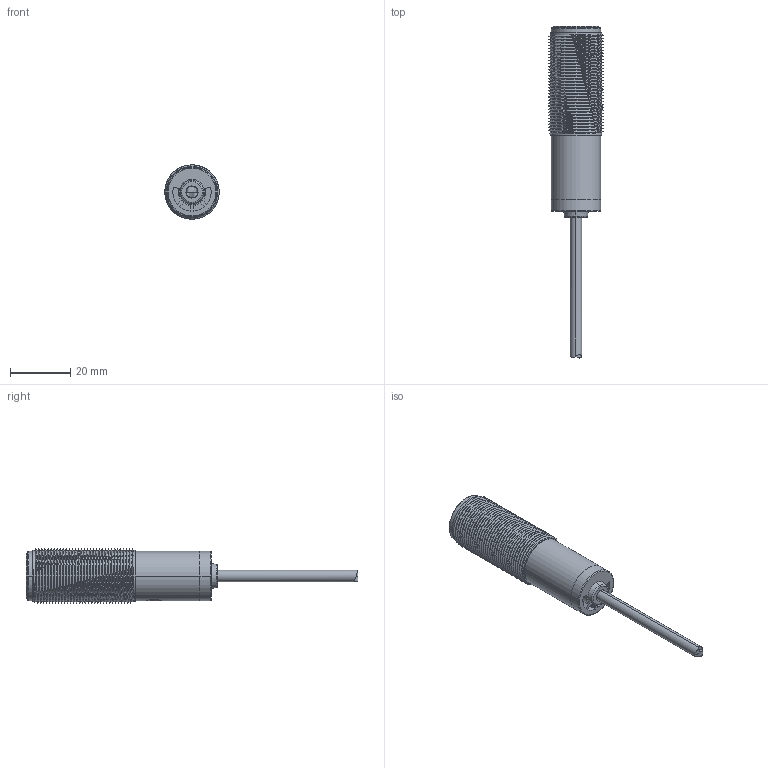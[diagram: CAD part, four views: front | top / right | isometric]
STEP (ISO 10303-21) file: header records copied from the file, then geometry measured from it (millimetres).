
FILE_DESCRIPTION((''),'2;1');
FILE_NAME('M18-SHLEE','2022-06-09T18:14:44',('Administrator'),(''),'CREO PARAMETRIC BY PTC INC, 2021023','CREO PARAMETRIC BY PTC INC, 2021023','');
FILE_SCHEMA(('AUTOMOTIVE_DESIGN { 1 0 10303 214 1 1 1 1 }'));
Length unit declared in the file: millimetre
Products named in the file (1): M18-SHLEE
Bounding box: 18 x 110.13 x 18 mm (x, y, z)
Volume: 14276.3 mm3; surface area: 6237.2 mm2
Topology: 2 solids, 3 shells, 181 faces, 462 edges, 301 vertices
Faces by surface type: cylinder 98, plane 48, bspline 22, torus 9, cone 2, extrusion 2
Entity records: 12119 total; most frequent: CARTESIAN_POINT 7565, ORIENTED_EDGE 924, DIRECTION 674, EDGE_CURVE 462, VERTEX_POINT 301, AXIS2_PLACEMENT_3D 236, VECTOR 202, LINE 200
